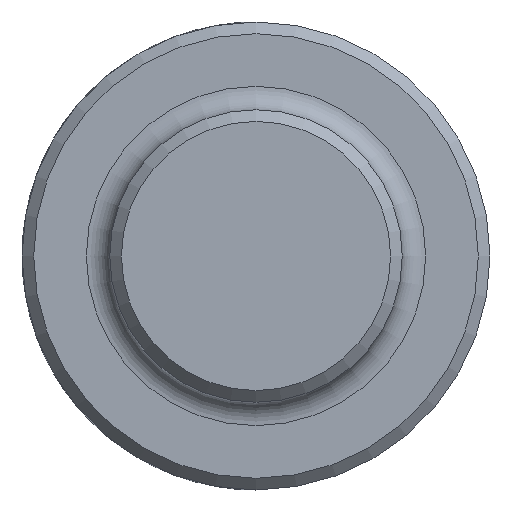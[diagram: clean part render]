
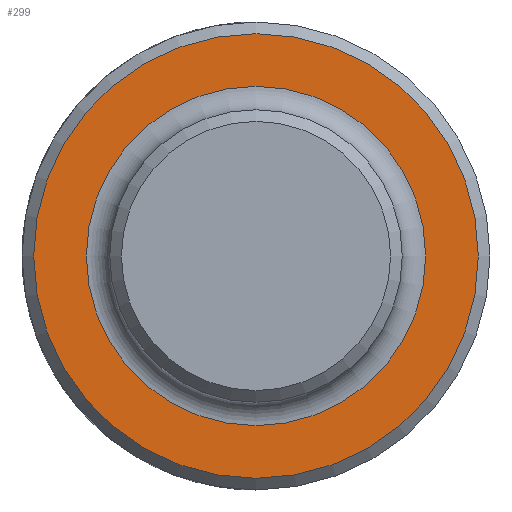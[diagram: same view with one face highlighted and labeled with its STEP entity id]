
A CAD part, left-side view. The second image highlights one B-rep face of the part: STEP entity #299.
In plain terms, the highlighted planar face has unit normal (-1, 0, 0).
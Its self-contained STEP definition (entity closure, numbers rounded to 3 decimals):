
#20=FACE_BOUND('',#86,.T.);
#34=CIRCLE('',#346,1.45);
#39=CIRCLE('',#351,1.45);
#42=CIRCLE('',#356,1.9);
#53=PLANE('',#355);
#66=FACE_OUTER_BOUND('',#85,.T.);
#85=EDGE_LOOP('',(#244));
#86=EDGE_LOOP('',(#245,#246));
#142=VERTEX_POINT('',#557);
#143=VERTEX_POINT('',#558);
#149=VERTEX_POINT('',#575);
#177=EDGE_CURVE('',#142,#143,#34,.T.);
#182=EDGE_CURVE('',#143,#142,#39,.T.);
#186=EDGE_CURVE('',#149,#149,#42,.T.);
#244=ORIENTED_EDGE('',*,*,#186,.F.);
#245=ORIENTED_EDGE('',*,*,#177,.F.);
#246=ORIENTED_EDGE('',*,*,#182,.F.);
#299=ADVANCED_FACE('',(#66,#20),#53,.F.);
#346=AXIS2_PLACEMENT_3D('',#559,#417,#418);
#351=AXIS2_PLACEMENT_3D('',#567,#427,#428);
#355=AXIS2_PLACEMENT_3D('',#574,#436,#437);
#356=AXIS2_PLACEMENT_3D('',#576,#438,#439);
#417=DIRECTION('center_axis',(-1.,0.,0.));
#418=DIRECTION('ref_axis',(0.,-1.,0.));
#427=DIRECTION('center_axis',(-1.,0.,0.));
#428=DIRECTION('ref_axis',(0.,-1.,0.));
#436=DIRECTION('center_axis',(1.,0.,0.));
#437=DIRECTION('ref_axis',(0.,0.,-1.));
#438=DIRECTION('center_axis',(1.,0.,0.));
#439=DIRECTION('ref_axis',(0.,-1.,0.));
#557=CARTESIAN_POINT('',(-4.45,1.45,0.));
#558=CARTESIAN_POINT('',(-4.45,0.,-1.45));
#559=CARTESIAN_POINT('Origin',(-4.45,0.,0.));
#567=CARTESIAN_POINT('Origin',(-4.45,0.,0.));
#574=CARTESIAN_POINT('Origin',(-4.45,0.,0.));
#575=CARTESIAN_POINT('',(-4.45,1.9,0.));
#576=CARTESIAN_POINT('Origin',(-4.45,0.,0.));
